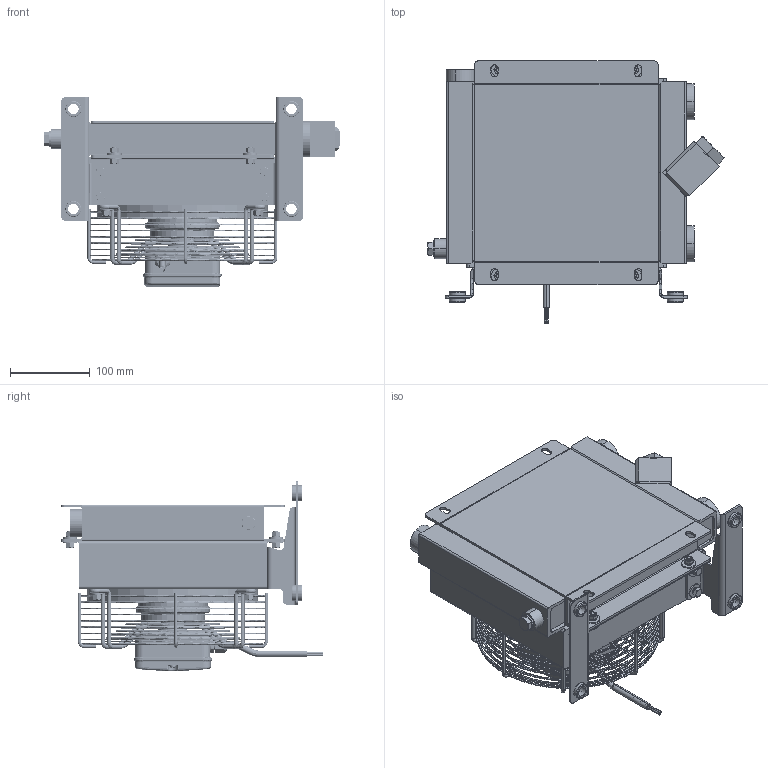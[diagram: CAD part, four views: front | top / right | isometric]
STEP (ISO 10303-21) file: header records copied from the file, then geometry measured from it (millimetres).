
FILE_DESCRIPTION (( 'STEP AP214' ), '1' );
FILE_NAME ('YLEM.20V.22.S.00.7.STEP', '2023-12-22T03:04:39', ( '' ), ( '' ), 'SwSTEP 2.0', 'SolidWorks 2023', '' );
FILE_SCHEMA (( 'AUTOMOTIVE_DESIGN' ));
Length unit declared in the file: millimetre
Products named in the file (35): lsM6 16; 带孔堵板; 垫圈10  平; ydz; xt; 长端盖; M6×20组合件; fz; tdq6; lsM6 20; dp1; ysdg; _X2_7535673A58F34E0B_X0_; ddq6; G二分之一; 短端盖组件; zdz; _X2_827E5F176D1B59168F6C5B5098CE673A_X0_-----200_X2_624753F6_X0_; 长端盖组件; ptf; 002; YLEM.20V.22.S.00.7; lm M6; xtzj; _X2_7535673A58F34E0A_X0_; jzd; 分流板; G四分之一; 外转子轴流风机（扇叶200直径）; 螺栓M10 25; _X2_827E5F176D1B59168F6C5B5098CE673A_X0_200-_X2_62A47F6990E85206_X0_; ysgz; xtazb; _X2_7535673A_X0_-200; ptfdz
Assembly tree (73 placements, depth 4):
  YLEM.20V.22.S.00.7
    002
      xtzj
        xt
        xtazb  x2
      短端盖组件  x2
        dp1
        ysdg
        ysgz
      长端盖组件
        dp1
        G二分之一
        G四分之一
        带孔堵板
        长端盖
      ptf
      ptfdz
      分流板
      垫圈10  平
      螺栓M10 25
    fz
    外转子轴流风机（扇叶200直径）
      _X2_7535673A58F34E0A_X0_
      _X2_7535673A58F34E0B_X0_
      _X2_7535673A_X0_-200
      _X2_827E5F176D1B59168F6C5B5098CE673A_X0_-----200_X2_624753F6_X0_
      _X2_827E5F176D1B59168F6C5B5098CE673A_X0_200-_X2_62A47F6990E85206_X0_
    ddq6  x12
    lm M6  x4
    lsM6 16  x8
    tdq6  x8
    ydz
    zdz
    M6×20组合件  x4
      ddq6
      lsM6 20
      tdq6
    jzd  x4
Bounding box: 370.89 x 327.97 x 237.82 mm (x, y, z)
Volume: 3529409.6 mm3; surface area: 891316.4 mm2
Topology: 113 solids, 113 shells, 2087 faces, 4982 edges, 3153 vertices
Faces by surface type: cylinder 782, plane 655, bspline 391, torus 197, cone 62
Entity records: 71092 total; most frequent: CARTESIAN_POINT 37128, ORIENTED_EDGE 7000, DIRECTION 6508, EDGE_CURVE 3500, AXIS2_PLACEMENT_3D 2634, VERTEX_POINT 2191, EDGE_LOOP 1605, CIRCLE 1484
